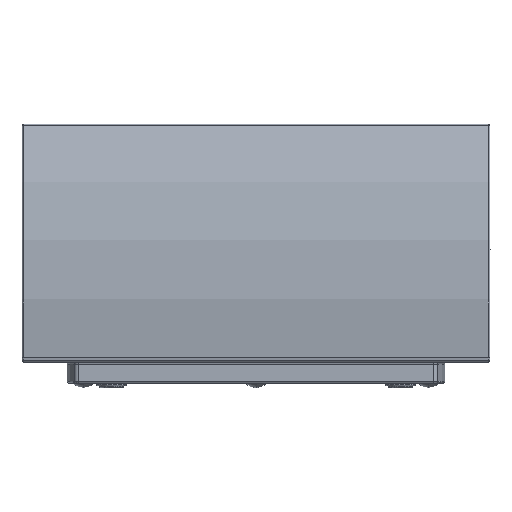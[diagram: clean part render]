
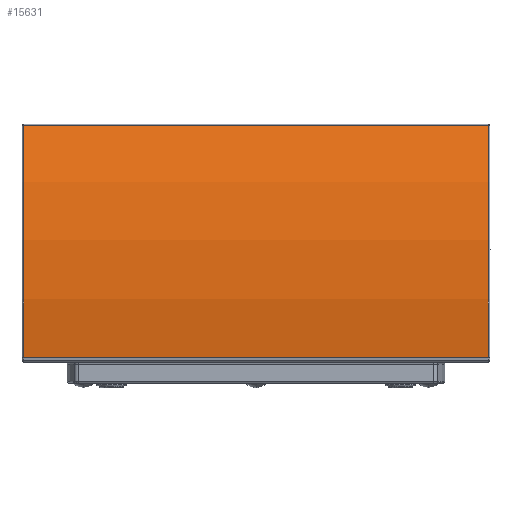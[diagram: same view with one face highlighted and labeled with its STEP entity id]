
A CAD part, left-side view. The second image highlights one B-rep face of the part: STEP entity #15631.
In plain terms, the highlighted cylindrical face has radius 220 mm (diameter 440 mm), a partial arc.
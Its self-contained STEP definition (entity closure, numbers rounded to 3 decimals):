
#15592=CARTESIAN_POINT('Axis2P3D Location',(184.134,54.,49.345)) ;
#15597=CARTESIAN_POINT('Line Origine',(-18.765,54.,134.387)) ;
#15601=CARTESIAN_POINT('Vertex',(-18.765,121.,134.387)) ;
#15603=CARTESIAN_POINT('Vertex',(-18.765,-121.,134.387)) ;
#15606=CARTESIAN_POINT('Axis2P3D Location',(184.134,121.,49.345)) ;
#15610=CARTESIAN_POINT('Vertex',(-32.881,121.,13.228)) ;
#15613=CARTESIAN_POINT('Line Origine',(-32.881,54.,13.228)) ;
#15617=CARTESIAN_POINT('Vertex',(-32.881,-121.,13.228)) ;
#15620=CARTESIAN_POINT('Axis2P3D Location',(184.134,-121.,49.345)) ;
#15593=DIRECTION('Axis2P3D Direction',(0.,-1.,0.)) ;
#15594=DIRECTION('Axis2P3D XDirection',(-0.922,0.,0.387)) ;
#15598=DIRECTION('Vector Direction',(0.,-1.,0.)) ;
#15607=DIRECTION('Axis2P3D Direction',(0.,-1.,0.)) ;
#15614=DIRECTION('Vector Direction',(0.,-1.,0.)) ;
#15621=DIRECTION('Axis2P3D Direction',(0.,-1.,0.)) ;
#15595=AXIS2_PLACEMENT_3D('Cylinder Axis2P3D',#15592,#15593,#15594) ;
#15608=AXIS2_PLACEMENT_3D('Circle Axis2P3D',#15606,#15607,$) ;
#15622=AXIS2_PLACEMENT_3D('Circle Axis2P3D',#15620,#15621,$) ;
#15626=ORIENTED_EDGE('',*,*,#15605,.F.) ;
#15627=ORIENTED_EDGE('',*,*,#15612,.T.) ;
#15628=ORIENTED_EDGE('',*,*,#15619,.F.) ;
#15629=ORIENTED_EDGE('',*,*,#15624,.F.) ;
#15599=VECTOR('Line Direction',#15598,1.) ;
#15615=VECTOR('Line Direction',#15614,1.) ;
#15631=ADVANCED_FACE('2',(#15630),#15596,.T.) ;
#15609=CIRCLE('generated circle',#15608,220.) ;
#15623=CIRCLE('generated circle',#15622,220.) ;
#15596=CYLINDRICAL_SURFACE('generated cylinder',#15595,220.) ;
#15605=EDGE_CURVE('',#15602,#15604,#15600,.T.) ;
#15612=EDGE_CURVE('',#15602,#15611,#15609,.T.) ;
#15619=EDGE_CURVE('',#15618,#15611,#15616,.F.) ;
#15624=EDGE_CURVE('',#15604,#15618,#15623,.T.) ;
#15625=EDGE_LOOP('',(#15626,#15627,#15628,#15629)) ;
#15630=FACE_OUTER_BOUND('',#15625,.T.) ;
#15600=LINE('Line',#15597,#15599) ;
#15616=LINE('Line',#15613,#15615) ;
#15602=VERTEX_POINT('',#15601) ;
#15604=VERTEX_POINT('',#15603) ;
#15611=VERTEX_POINT('',#15610) ;
#15618=VERTEX_POINT('',#15617) ;
